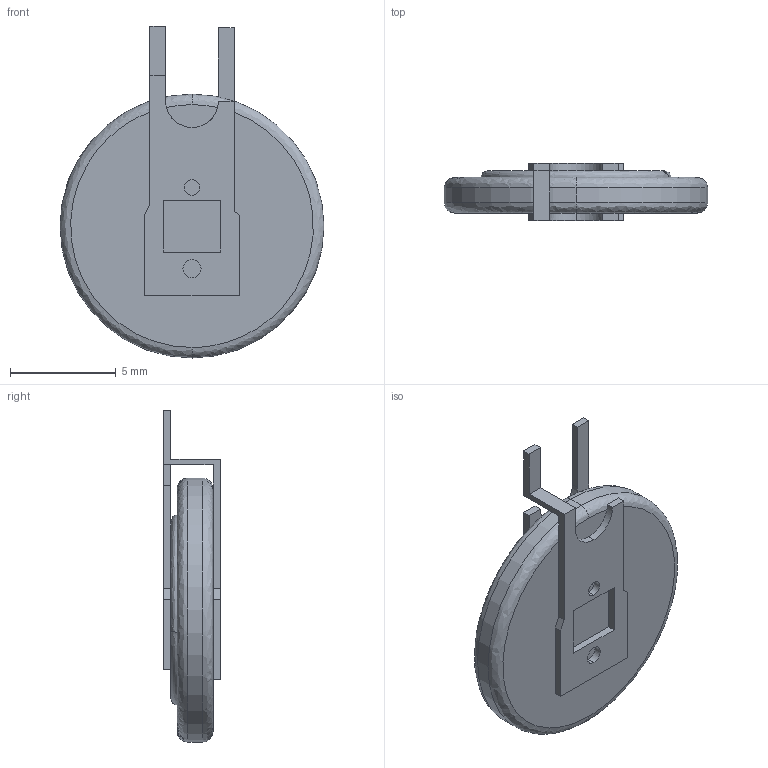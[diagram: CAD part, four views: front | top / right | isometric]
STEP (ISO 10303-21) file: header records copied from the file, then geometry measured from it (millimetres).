
FILE_DESCRIPTION (( 'STEP AP214' ), '1' );
FILE_NAME ('User Library-FCN.STEP', '2021-02-24T07:31:28', ( '' ), ( '' ), 'SwSTEP 2.0', 'SolidWorks 2020', '' );
FILE_SCHEMA (( 'AUTOMOTIVE_DESIGN' ));
Length unit declared in the file: millimetre
Products named in the file (1): User Library-FCN
Bounding box: 12.5 x 2.7 x 15.73 mm (x, y, z)
Volume: 244.3 mm3; surface area: 362.1 mm2
Topology: 1 solids, 1 shells, 66 faces, 161 edges, 104 vertices
Faces by surface type: plane 47, cylinder 13, bspline 6
Entity records: 2429 total; most frequent: CARTESIAN_POINT 470, ORIENTED_EDGE 322, DIRECTION 307, EDGE_CURVE 161, LINE 113, VECTOR 113, VERTEX_POINT 104, AXIS2_PLACEMENT_3D 97
